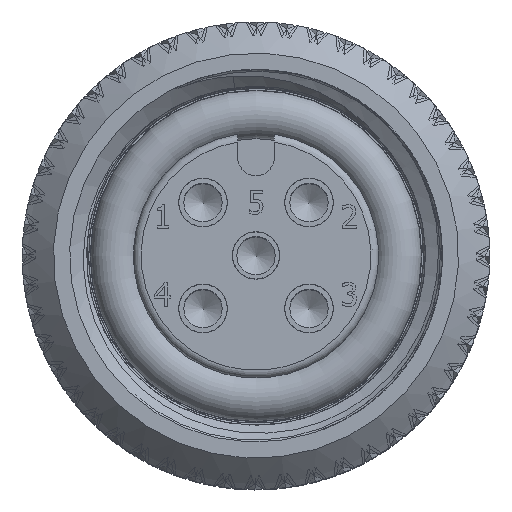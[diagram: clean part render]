
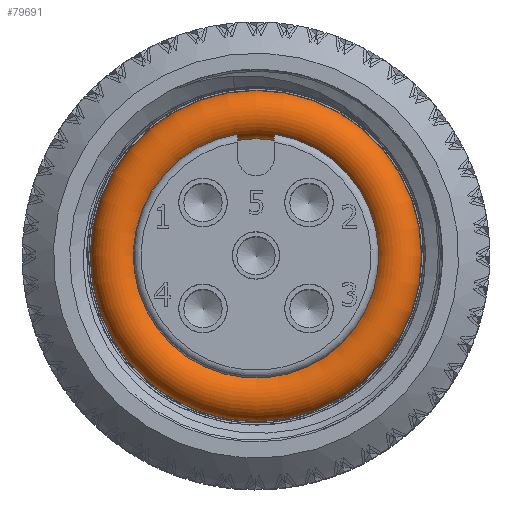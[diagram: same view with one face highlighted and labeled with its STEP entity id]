
A CAD part, top view. The second image highlights one B-rep face of the part: STEP entity #79691.
In plain terms, the highlighted toroidal (fillet/blend) face has major radius 4.616 mm and minor radius 0.794 mm.
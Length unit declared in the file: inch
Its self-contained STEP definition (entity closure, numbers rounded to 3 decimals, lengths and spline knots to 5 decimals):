
#964=TOROIDAL_SURFACE('',#82990,0.18175,0.03125);
#11216=FACE_OUTER_BOUND('',#16391,.T.);
#16391=EDGE_LOOP('',(#62643,#62644,#62645,#62646));
#18186=CIRCLE('',#82991,0.03125);
#18187=CIRCLE('',#82992,0.1505);
#32803=VERTEX_POINT('',#222184);
#42900=EDGE_CURVE('',#32803,#32803,#18186,.T.);
#42901=EDGE_CURVE('',#32803,#32803,#18187,.T.);
#62643=ORIENTED_EDGE('',*,*,#42900,.F.);
#62644=ORIENTED_EDGE('',*,*,#42901,.T.);
#62645=ORIENTED_EDGE('',*,*,#42900,.T.);
#62646=ORIENTED_EDGE('',*,*,#42901,.F.);
#79691=ADVANCED_FACE('',(#11216),#964,.T.);
#82990=AXIS2_PLACEMENT_3D('',#222183,#89676,#89677);
#82991=AXIS2_PLACEMENT_3D('',#222185,#89678,#89679);
#82992=AXIS2_PLACEMENT_3D('',#222186,#89680,#89681);
#89676=DIRECTION('center_axis',(1.,0.,0.));
#89677=DIRECTION('ref_axis',(0.,0.,-1.));
#89678=DIRECTION('center_axis',(0.,-1.,0.));
#89679=DIRECTION('ref_axis',(0.,0.,1.));
#89680=DIRECTION('center_axis',(-1.,0.,0.));
#89681=DIRECTION('ref_axis',(0.,0.,-1.));
#222183=CARTESIAN_POINT('Origin',(0.,0.,0.));
#222184=CARTESIAN_POINT('',(0.,0.,
0.1505));
#222185=CARTESIAN_POINT('Origin',(0.,0.,0.18175));
#222186=CARTESIAN_POINT('Origin',(0.,0.,0.));
